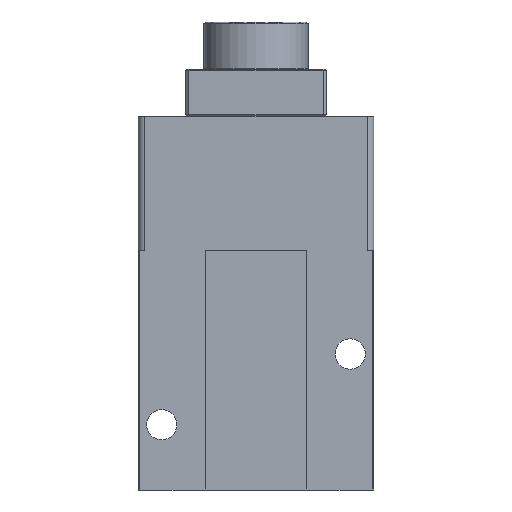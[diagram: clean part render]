
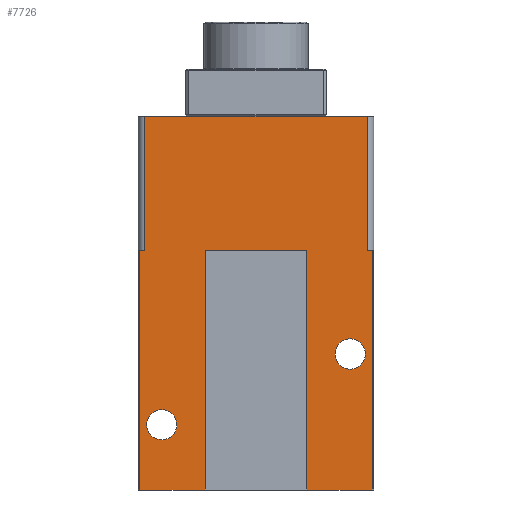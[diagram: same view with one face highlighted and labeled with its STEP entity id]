
A CAD part, front view. The second image highlights one B-rep face of the part: STEP entity #7726.
In plain terms, the highlighted planar face has unit normal (0, -1, 0).
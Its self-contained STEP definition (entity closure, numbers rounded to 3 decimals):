
#225=LINE('',#11386,#507);
#235=LINE('',#11489,#517);
#247=LINE('',#11588,#529);
#251=LINE('',#11612,#533);
#256=LINE('',#11622,#538);
#258=LINE('',#11626,#540);
#259=LINE('',#11628,#541);
#260=LINE('',#11630,#542);
#261=LINE('',#11632,#543);
#262=LINE('',#11634,#544);
#263=LINE('',#11635,#545);
#264=LINE('',#11637,#546);
#507=VECTOR('',#9683,1000.);
#517=VECTOR('',#9765,1000.);
#529=VECTOR('',#9835,1000.);
#533=VECTOR('',#9865,1000.);
#538=VECTOR('',#9874,1000.);
#540=VECTOR('',#9878,1000.);
#541=VECTOR('',#9879,1000.);
#542=VECTOR('',#9880,1000.);
#543=VECTOR('',#9881,1000.);
#544=VECTOR('',#9882,1000.);
#545=VECTOR('',#9883,1000.);
#546=VECTOR('',#9884,1000.);
#788=PLANE('',#8374);
#1992=ORIENTED_EDGE('',*,*,#2821,.F.);
#1993=ORIENTED_EDGE('',*,*,#2822,.T.);
#1994=ORIENTED_EDGE('',*,*,#2823,.F.);
#1995=ORIENTED_EDGE('',*,*,#2824,.F.);
#1996=ORIENTED_EDGE('',*,*,#2825,.T.);
#1997=ORIENTED_EDGE('',*,*,#2814,.F.);
#1998=ORIENTED_EDGE('',*,*,#2739,.F.);
#1999=ORIENTED_EDGE('',*,*,#2819,.F.);
#2000=ORIENTED_EDGE('',*,*,#2826,.T.);
#2001=ORIENTED_EDGE('',*,*,#2827,.F.);
#2002=ORIENTED_EDGE('',*,*,#2770,.F.);
#2003=ORIENTED_EDGE('',*,*,#2804,.T.);
#2004=ORIENTED_EDGE('',*,*,#2775,.F.);
#2005=ORIENTED_EDGE('',*,*,#2773,.F.);
#2739=EDGE_CURVE('',#3291,#3292,#225,.T.);
#2770=EDGE_CURVE('',#3318,#3319,#235,.T.);
#2773=EDGE_CURVE('',#3321,#3321,#3702,.F.);
#2775=EDGE_CURVE('',#3323,#3323,#3704,.F.);
#2804=EDGE_CURVE('',#3318,#3343,#247,.F.);
#2814=EDGE_CURVE('',#3292,#3352,#251,.T.);
#2819=EDGE_CURVE('',#3355,#3291,#256,.T.);
#2821=EDGE_CURVE('',#3356,#3343,#258,.T.);
#2822=EDGE_CURVE('',#3356,#3357,#259,.F.);
#2823=EDGE_CURVE('',#3358,#3357,#260,.T.);
#2824=EDGE_CURVE('',#3359,#3358,#261,.F.);
#2825=EDGE_CURVE('',#3359,#3352,#262,.T.);
#2826=EDGE_CURVE('',#3355,#3360,#263,.T.);
#2827=EDGE_CURVE('',#3319,#3360,#264,.T.);
#3291=VERTEX_POINT('',#11387);
#3292=VERTEX_POINT('',#11388);
#3318=VERTEX_POINT('',#11488);
#3319=VERTEX_POINT('',#11490);
#3321=VERTEX_POINT('',#11496);
#3323=VERTEX_POINT('',#11501);
#3343=VERTEX_POINT('',#11586);
#3352=VERTEX_POINT('',#11613);
#3355=VERTEX_POINT('',#11623);
#3356=VERTEX_POINT('',#11627);
#3357=VERTEX_POINT('',#11629);
#3358=VERTEX_POINT('',#11631);
#3359=VERTEX_POINT('',#11633);
#3360=VERTEX_POINT('',#11636);
#3702=CIRCLE('',#8332,2.25);
#3704=CIRCLE('',#8335,2.25);
#4204=EDGE_LOOP('',(#1992,#1993,#1994,#1995,#1996,#1997,#1998,#1999,#2000,
#2001,#2002,#2003));
#4205=EDGE_LOOP('',(#2004));
#4206=EDGE_LOOP('',(#2005));
#4760=FACE_BOUND('',#4204,.T.);
#4761=FACE_BOUND('',#4205,.T.);
#4762=FACE_BOUND('',#4206,.T.);
#7726=ADVANCED_FACE('',(#4760,#4761,#4762),#788,.F.);
#8332=AXIS2_PLACEMENT_3D('',#11495,#9771,#9772);
#8335=AXIS2_PLACEMENT_3D('',#11500,#9777,#9778);
#8374=AXIS2_PLACEMENT_3D('',#11625,#9876,#9877);
#9683=DIRECTION('',(-1.,0.,0.));
#9765=DIRECTION('',(1.,0.,0.));
#9771=DIRECTION('',(0.,1.,0.));
#9772=DIRECTION('',(-1.,0.,0.));
#9777=DIRECTION('',(0.,1.,0.));
#9778=DIRECTION('',(-1.,0.,0.));
#9835=DIRECTION('',(0.,0.,-1.));
#9865=DIRECTION('',(0.,0.,-1.));
#9874=DIRECTION('',(0.,0.,1.));
#9876=DIRECTION('',(0.,1.,0.));
#9877=DIRECTION('',(1.,0.,0.));
#9878=DIRECTION('',(1.,0.,0.));
#9879=DIRECTION('',(0.,0.,1.));
#9880=DIRECTION('',(1.,0.,0.));
#9881=DIRECTION('',(0.,0.,-1.));
#9882=DIRECTION('',(1.,0.,0.));
#9883=DIRECTION('',(1.,0.,0.));
#9884=DIRECTION('',(0.,0.,-1.));
#11386=CARTESIAN_POINT('',(17.5,-11.,35.));
#11387=CARTESIAN_POINT('',(7.5,-11.,35.));
#11388=CARTESIAN_POINT('',(-7.5,-11.,35.));
#11488=CARTESIAN_POINT('',(16.5,-11.,35.));
#11489=CARTESIAN_POINT('',(-17.5,-11.,35.));
#11490=CARTESIAN_POINT('',(17.299,-11.,35.));
#11495=CARTESIAN_POINT('',(-14.,-11.,9.2));
#11496=CARTESIAN_POINT('',(-16.25,-11.,9.2));
#11500=CARTESIAN_POINT('',(14.,-11.,19.7));
#11501=CARTESIAN_POINT('',(11.75,-11.,19.7));
#11586=CARTESIAN_POINT('',(16.5,-11.,55.));
#11588=CARTESIAN_POINT('',(16.5,-11.,55.));
#11612=CARTESIAN_POINT('',(-7.5,-11.,35.));
#11613=CARTESIAN_POINT('',(-7.5,-11.,-0.5));
#11622=CARTESIAN_POINT('',(7.5,-11.,35.));
#11623=CARTESIAN_POINT('',(7.5,-11.,-0.5));
#11625=CARTESIAN_POINT('',(17.5,-11.,55.));
#11626=CARTESIAN_POINT('',(17.5,-11.,55.));
#11627=CARTESIAN_POINT('',(-16.5,-11.,55.));
#11628=CARTESIAN_POINT('',(-16.5,-11.,35.));
#11629=CARTESIAN_POINT('',(-16.5,-11.,35.));
#11630=CARTESIAN_POINT('',(-17.5,-11.,35.));
#11631=CARTESIAN_POINT('',(-17.299,-11.,35.));
#11632=CARTESIAN_POINT('',(-17.299,-11.,67.727));
#11633=CARTESIAN_POINT('',(-17.299,-11.,-0.5));
#11634=CARTESIAN_POINT('',(-17.5,-11.,-0.5));
#11635=CARTESIAN_POINT('',(-17.5,-11.,-0.5));
#11636=CARTESIAN_POINT('',(17.299,-11.,-0.5));
#11637=CARTESIAN_POINT('',(17.299,-11.,67.727));
